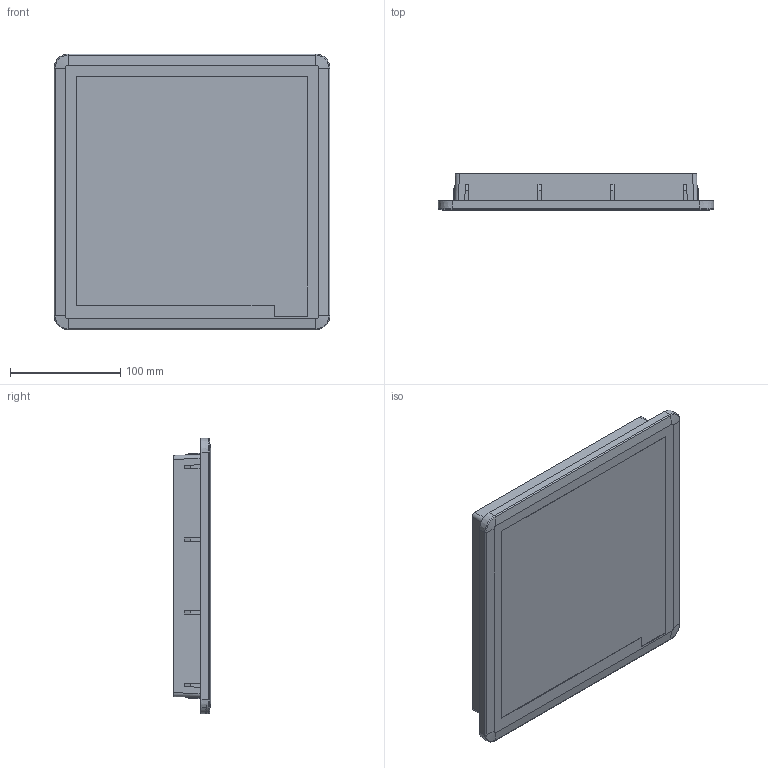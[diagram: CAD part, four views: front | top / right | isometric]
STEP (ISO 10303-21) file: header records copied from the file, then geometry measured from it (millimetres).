
FILE_DESCRIPTION (( 'STEP AP214' ), '1' );
FILE_NAME ('FF15y (p.c.)_REV1.STEP', '2022-03-04T14:25:09', ( '' ), ( '' ), 'SwSTEP 2.0', 'SolidWorks 2021', '' );
FILE_SCHEMA (( 'AUTOMOTIVE_DESIGN' ));
Length unit declared in the file: inch
Products named in the file (1): FF15y (p.c.)_REV1
Bounding box: 250.12 x 33.8 x 250.11 mm (x, y, z)
Volume: 1721924.7 mm3; surface area: 165176.8 mm2
Topology: 1 solids, 1 shells, 276 faces, 903 edges, 734 vertices
Faces by surface type: plane 220, cylinder 40, bspline 9, cone 7
Entity records: 11066 total; most frequent: CARTESIAN_POINT 2895, ORIENTED_EDGE 1806, DIRECTION 1414, EDGE_CURVE 903, VECTOR 784, LINE 784, VERTEX_POINT 734, EDGE_LOOP 381
